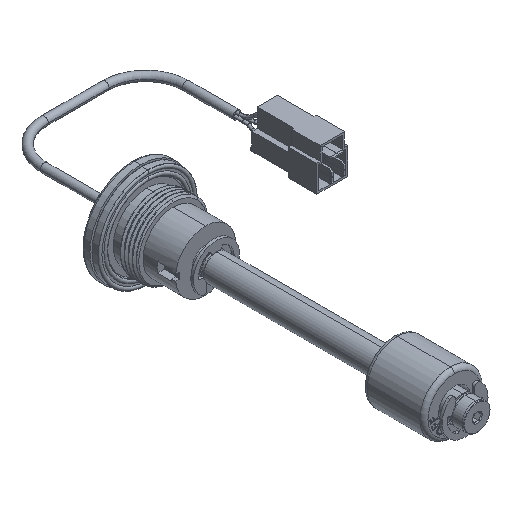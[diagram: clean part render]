
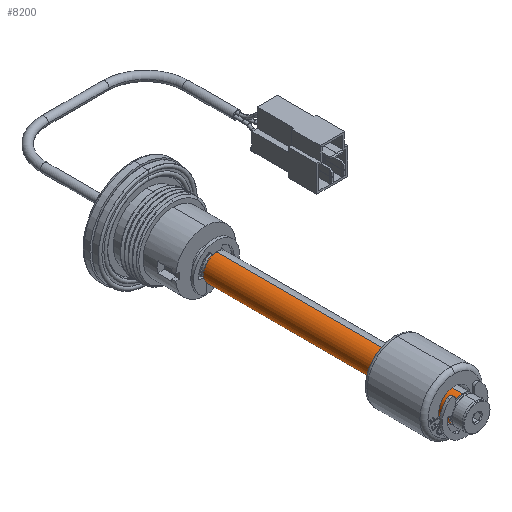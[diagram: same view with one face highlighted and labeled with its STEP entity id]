
A CAD part, isometric view. The second image highlights one B-rep face of the part: STEP entity #8200.
In plain terms, the highlighted cylindrical face has radius 6.5 mm (diameter 13 mm), a partial arc.
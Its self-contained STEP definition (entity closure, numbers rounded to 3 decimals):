
#307 = CARTESIAN_POINT ( 'NONE',  ( 0., -5.4, 0. ) ) ;
#844 = CARTESIAN_POINT ( 'NONE',  ( 0., -126.6, 0. ) ) ;
#1087 = ORIENTED_EDGE ( 'NONE', *, *, #2023, .F. ) ;
#2023 = EDGE_CURVE ( 'NONE', #28635, #17332, #25258, .T. ) ;
#2106 = CARTESIAN_POINT ( 'NONE',  ( 0., -126.6, -6.5 ) ) ;
#4541 = VECTOR ( 'NONE', #26231, 1000. ) ;
#5316 = CARTESIAN_POINT ( 'NONE',  ( 0., -153.889, 0. ) ) ;
#5446 = CARTESIAN_POINT ( 'NONE',  ( 0., -126.6, 6.5 ) ) ;
#5526 = LINE ( 'NONE', #16795, #4541 ) ;
#5863 = EDGE_CURVE ( 'NONE', #17332, #29408, #26303, .T. ) ;
#6782 = AXIS2_PLACEMENT_3D ( 'NONE', #307, #13771, #27957 ) ;
#8200 = ADVANCED_FACE ( 'NONE', ( #11958 ), #25246, .T. ) ;
#8582 = CARTESIAN_POINT ( 'NONE',  ( 0., -5.4, -6.5 ) ) ;
#8847 = VECTOR ( 'NONE', #10580, 1000. ) ;
#10366 = ORIENTED_EDGE ( 'NONE', *, *, #25612, .T. ) ;
#10580 = DIRECTION ( 'NONE',  ( 0., -1., 0. ) ) ;
#11958 = FACE_OUTER_BOUND ( 'NONE', #26071, .T. ) ;
#12108 = DIRECTION ( 'NONE',  ( 0., 0., -1. ) ) ;
#12795 = DIRECTION ( 'NONE',  ( 0., 1., 0. ) ) ;
#13487 = CIRCLE ( 'NONE', #19370, 6.5 ) ;
#13771 = DIRECTION ( 'NONE',  ( 0., 1., 0. ) ) ;
#13997 = ORIENTED_EDGE ( 'NONE', *, *, #21755, .T. ) ;
#16795 = CARTESIAN_POINT ( 'NONE',  ( 0., -153.889, -6.5 ) ) ;
#17332 = VERTEX_POINT ( 'NONE', #27384 ) ;
#19370 = AXIS2_PLACEMENT_3D ( 'NONE', #844, #12795, #21963 ) ;
#20587 = AXIS2_PLACEMENT_3D ( 'NONE', #5316, #24178, #12108 ) ;
#21397 = ORIENTED_EDGE ( 'NONE', *, *, #5863, .F. ) ;
#21755 = EDGE_CURVE ( 'NONE', #28635, #29244, #5526, .T. ) ;
#21963 = DIRECTION ( 'NONE',  ( 0., 0., 1. ) ) ;
#24178 = DIRECTION ( 'NONE',  ( 0., -1., 0. ) ) ;
#25246 = CYLINDRICAL_SURFACE ( 'NONE', #20587, 6.5 ) ;
#25258 = CIRCLE ( 'NONE', #6782, 6.5 ) ;
#25612 = EDGE_CURVE ( 'NONE', #29244, #29408, #13487, .T. ) ;
#26071 = EDGE_LOOP ( 'NONE', ( #21397, #1087, #13997, #10366 ) ) ;
#26231 = DIRECTION ( 'NONE',  ( 0., -1., 0. ) ) ;
#26303 = LINE ( 'NONE', #28581, #8847 ) ;
#27384 = CARTESIAN_POINT ( 'NONE',  ( 0., -5.4, 6.5 ) ) ;
#27957 = DIRECTION ( 'NONE',  ( 0., 0., 1. ) ) ;
#28581 = CARTESIAN_POINT ( 'NONE',  ( 0., -153.889, 6.5 ) ) ;
#28635 = VERTEX_POINT ( 'NONE', #8582 ) ;
#29244 = VERTEX_POINT ( 'NONE', #2106 ) ;
#29408 = VERTEX_POINT ( 'NONE', #5446 ) ;
